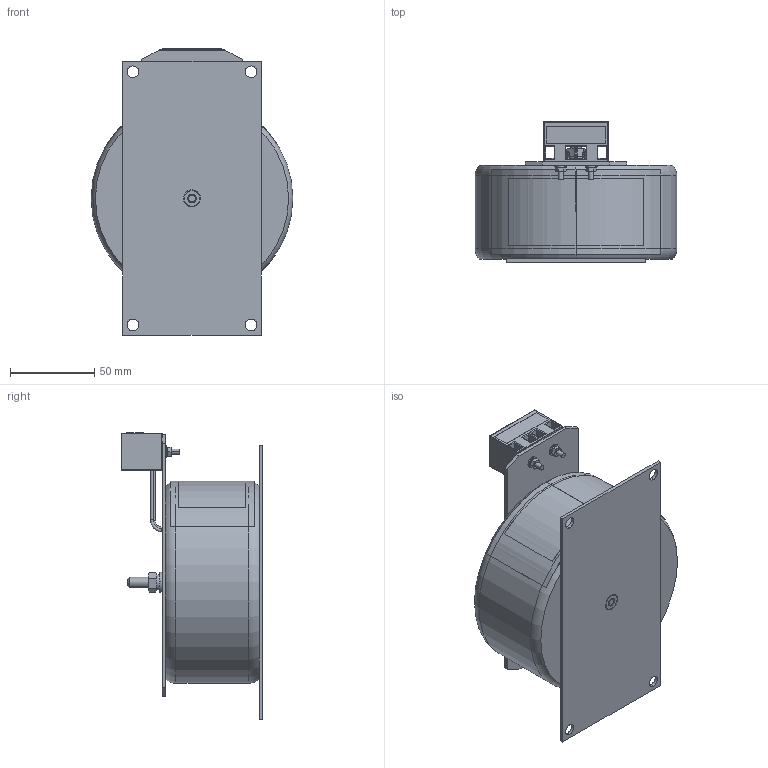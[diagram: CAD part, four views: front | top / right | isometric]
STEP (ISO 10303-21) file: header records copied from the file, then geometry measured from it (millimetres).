
FILE_DESCRIPTION (( 'STEP AP203' ), '1' );
FILE_NAME ('恮.STEP', '2022-08-01T09:32:07', ( '' ), ( '' ), 'SwSTEP 2.0', 'SolidWorks 2010', '' );
FILE_SCHEMA (( 'CONFIG_CONTROL_DESIGN' ));
Length unit declared in the file: millimetre
Products named in the file (1): 恮
Bounding box: 119.56 x 83.56 x 169.6 mm (x, y, z)
Surface area: 117072.7 mm2 (no closed solid volume)
Topology: 0 solids, 24 shells, 231 faces, 583 edges, 372 vertices
Faces by surface type: plane 82, cylinder 81, bspline 40, torus 18, cone 10
Entity records: 7429 total; most frequent: CARTESIAN_POINT 2007, DIRECTION 1133, ORIENTED_EDGE 1026, EDGE_CURVE 583, AXIS2_PLACEMENT_3D 434, VERTEX_POINT 372, EDGE_LOOP 270, LINE 265
